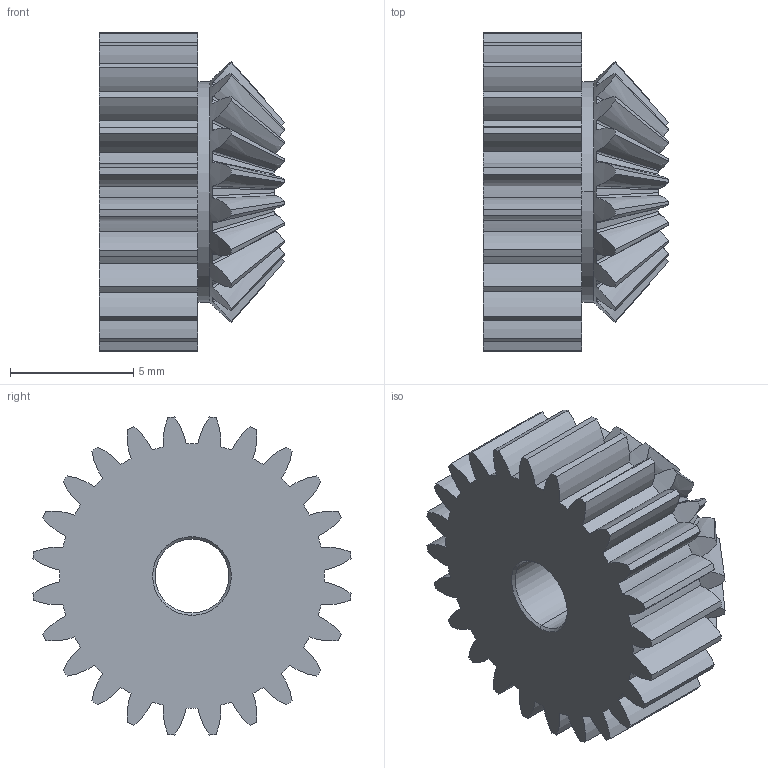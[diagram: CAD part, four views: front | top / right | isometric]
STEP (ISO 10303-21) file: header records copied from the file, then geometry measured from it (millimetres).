
FILE_DESCRIPTION (( 'STEP AP203' ), '1' );
FILE_NAME ('2-gear & bevel gear.STEP', '2018-03-29T06:37:56', ( '' ), ( '' ), 'SwSTEP 2.0', 'SolidWorks 2016', '' );
FILE_SCHEMA (( 'CONFIG_CONTROL_DESIGN' ));
Length unit declared in the file: millimetre
Products named in the file (3): 2-gear & bevel gear; GB - Spur gear 0.5M 24T 20PA 4FW; GB - Straight bevel pinion 0.5M20PT 20GT 20PA 3.3FW
Assembly tree (2 placements, depth 2):
  2-gear & bevel gear
    GB - Spur gear 0.5M 24T 20PA 4FW
    GB - Straight bevel pinion 0.5M20PT 20GT 20PA 3.3FW
Bounding box: 7.52 x 12.92 x 12.92 mm (x, y, z)
Volume: 557.1 mm3; surface area: 833 mm2
Topology: 2 solids, 2 shells, 239 faces, 699 edges, 464 vertices
Faces by surface type: cylinder 107, bspline 100, cone 28, plane 4
Entity records: 10297 total; most frequent: CARTESIAN_POINT 4354, ORIENTED_EDGE 1398, DIRECTION 963, EDGE_CURVE 699, VERTEX_POINT 464, AXIS2_PLACEMENT_3D 404, B_SPLINE_CURVE_WITH_KNOTS 284, CIRCLE 260
